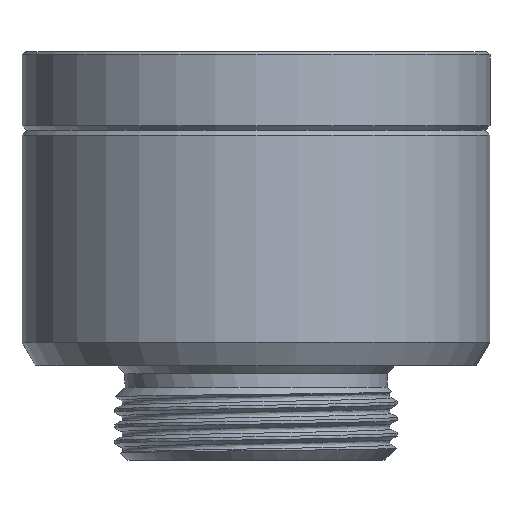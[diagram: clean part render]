
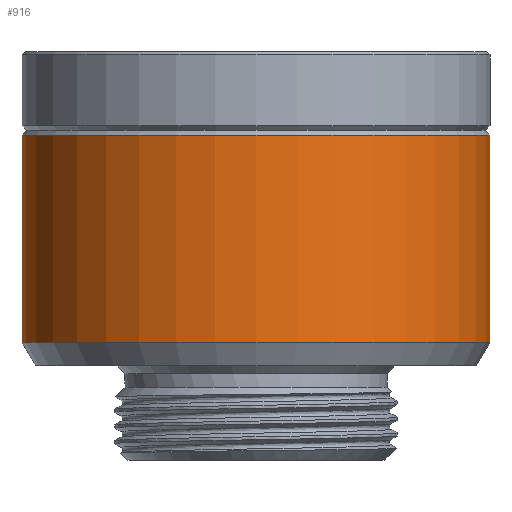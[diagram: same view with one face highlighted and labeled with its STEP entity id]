
A CAD part, front view. The second image highlights one B-rep face of the part: STEP entity #916.
In plain terms, the highlighted cylindrical face has radius 14.9 mm (diameter 29.8 mm), a full revolution.
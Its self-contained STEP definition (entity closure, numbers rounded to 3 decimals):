
#909 = EDGE_LOOP ( 'NONE', ( #913 ) ) ;
#913 = ORIENTED_EDGE ( 'NONE', *, *, #950, .T. ) ;
#915 = EDGE_CURVE ( 'NONE', #4724, #4724, #3301, .T. ) ;
#916 = ADVANCED_FACE ( 'NONE', ( #3368, #3369, #3171 ), #3306, .T. ) ;
#917 = EDGE_LOOP ( 'NONE', ( #951 ) ) ;
#925 = EDGE_CURVE ( 'NONE', #4721, #4721, #3385, .T. ) ;
#950 = EDGE_CURVE ( 'NONE', #4722, #4722, #3506, .T. ) ;
#951 = ORIENTED_EDGE ( 'NONE', *, *, #915, .F. ) ;
#953 = EDGE_LOOP ( 'NONE', ( #955 ) ) ;
#955 = ORIENTED_EDGE ( 'NONE', *, *, #925, .F. ) ;
#3170 = CARTESIAN_POINT ( 'NONE',  ( 0., 0., 15.822 ) ) ;
#3171 = FACE_BOUND ( 'NONE', #953, .T. ) ;
#3301 = CIRCLE ( 'NONE', #3366, 14.9 ) ;
#3302 = DIRECTION ( 'NONE',  ( 1., 0., 0. ) ) ;
#3306 = CYLINDRICAL_SURFACE ( 'NONE', #3340, 14.9 ) ;
#3340 = AXIS2_PLACEMENT_3D ( 'NONE', #3170, #3342, #3302 ) ;
#3342 = DIRECTION ( 'NONE',  ( 0., 0., 1. ) ) ;
#3344 = DIRECTION ( 'NONE',  ( 1., 0., 0. ) ) ;
#3345 = DIRECTION ( 'NONE',  ( 0., 0., 1. ) ) ;
#3365 = CARTESIAN_POINT ( 'NONE',  ( 0., 0., -2.3 ) ) ;
#3366 = AXIS2_PLACEMENT_3D ( 'NONE', #3365, #3345, #3344 ) ;
#3368 = FACE_OUTER_BOUND ( 'NONE', #909, .T. ) ;
#3369 = FACE_OUTER_BOUND ( 'NONE', #917, .T. ) ;
#3373 = CARTESIAN_POINT ( 'NONE',  ( 3.904, 14.381, -7.742 ) ) ;
#3374 = CARTESIAN_POINT ( 'NONE',  ( 3.575, 14.466, -7.251 ) ) ;
#3375 = CARTESIAN_POINT ( 'NONE',  ( 3.389, 14.511, -7.025 ) ) ;
#3376 = CARTESIAN_POINT ( 'NONE',  ( 2.977, 14.601, -6.613 ) ) ;
#3377 = CARTESIAN_POINT ( 'NONE',  ( 2.747, 14.647, -6.424 ) ) ;
#3378 = CARTESIAN_POINT ( 'NONE',  ( 2.259, 14.73, -6.097 ) ) ;
#3379 = CARTESIAN_POINT ( 'NONE',  ( 2.002, 14.767, -5.959 ) ) ;
#3380 = CARTESIAN_POINT ( 'NONE',  ( 1.457, 14.831, -5.732 ) ) ;
#3381 = CARTESIAN_POINT ( 'NONE',  ( 1.171, 14.857, -5.645 ) ) ;
#3382 = CARTESIAN_POINT ( 'NONE',  ( 0.593, 14.891, -5.53 ) ) ;
#3383 = CARTESIAN_POINT ( 'NONE',  ( 0.299, 14.9, -5.5 ) ) ;
#3384 = CARTESIAN_POINT ( 'NONE',  ( 0., 14.9, -5.5 ) ) ;
#3385 = B_SPLINE_CURVE_WITH_KNOTS ( 'NONE', 3,
 ( #3384, #3383, #3382, #3381, #3380, #3379, #3378, #3377, #3376, #3375, #3374, #3373, #3564, #3563, #3562, #3561, #3560, #3559, #3558, #3557, #3556, #3555, #3554, #3553, #3552, #3551, #3550, #3549, #3548, #3547, #3546, #3545, #3544, #3543, #3542, #3541, #3540, #3535, #3534, #3533, #3532, #3531, #3530, #3529, #3528, #3527, #3526, #3525, #3524, #3523, #3522, #3521, #3520, #3519, #3518, #3517, #3516, #3515, #3514, #3513, #3512, #3475, #3474, #3473, #3472, #3471, #3470, #3469 ),
 .UNSPECIFIED., .T., .F.,
 ( 4, 2, 2, 2, 2, 2, 2, 2, 2, 2, 2, 2, 2, 2, 2, 2, 2, 2, 2, 2, 2, 2, 2, 2, 2, 2, 2, 2, 2, 2, 2, 2, 2, 4 ),
 ( 0., 0.001, 0.002, 0.003, 0.004, 0.004, 0.005, 0.006, 0.007, 0.008, 0.009, 0.01, 0.011, 0.011, 0.012, 0.013, 0.014, 0.014, 0.015, 0.016, 0.017, 0.018, 0.019, 0.019, 0.02, 0.021, 0.022, 0.023, 0.024, 0.025, 0.026, 0.027, 0.027, 0.028 ),
 .UNSPECIFIED. ) ;
#3469 = CARTESIAN_POINT ( 'NONE',  ( 0., 14.9, -5.5 ) ) ;
#3470 = CARTESIAN_POINT ( 'NONE',  ( -0.299, 14.9, -5.5 ) ) ;
#3471 = CARTESIAN_POINT ( 'NONE',  ( -0.593, 14.891, -5.53 ) ) ;
#3472 = CARTESIAN_POINT ( 'NONE',  ( -1.172, 14.857, -5.645 ) ) ;
#3473 = CARTESIAN_POINT ( 'NONE',  ( -1.46, 14.831, -5.733 ) ) ;
#3474 = CARTESIAN_POINT ( 'NONE',  ( -2.003, 14.767, -5.959 ) ) ;
#3475 = CARTESIAN_POINT ( 'NONE',  ( -2.26, 14.73, -6.098 ) ) ;
#3478 = AXIS2_PLACEMENT_3D ( 'NONE', #3490, #3489, #3488 ) ;
#3488 = DIRECTION ( 'NONE',  ( 1., 0., 0. ) ) ;
#3489 = DIRECTION ( 'NONE',  ( 0., 0., 1. ) ) ;
#3490 = CARTESIAN_POINT ( 'NONE',  ( 0., 0., -15.5 ) ) ;
#3506 = CIRCLE ( 'NONE', #3478, 14.9 ) ;
#3512 = CARTESIAN_POINT ( 'NONE',  ( -2.748, 14.647, -6.424 ) ) ;
#3513 = CARTESIAN_POINT ( 'NONE',  ( -2.977, 14.601, -6.613 ) ) ;
#3514 = CARTESIAN_POINT ( 'NONE',  ( -3.39, 14.511, -7.026 ) ) ;
#3515 = CARTESIAN_POINT ( 'NONE',  ( -3.575, 14.466, -7.252 ) ) ;
#3516 = CARTESIAN_POINT ( 'NONE',  ( -3.905, 14.38, -7.743 ) ) ;
#3517 = CARTESIAN_POINT ( 'NONE',  ( -4.043, 14.342, -8.002 ) ) ;
#3518 = CARTESIAN_POINT ( 'NONE',  ( -4.268, 14.276, -8.544 ) ) ;
#3519 = CARTESIAN_POINT ( 'NONE',  ( -4.356, 14.249, -8.831 ) ) ;
#3520 = CARTESIAN_POINT ( 'NONE',  ( -4.471, 14.213, -9.411 ) ) ;
#3521 = CARTESIAN_POINT ( 'NONE',  ( -4.5, 14.204, -9.705 ) ) ;
#3522 = CARTESIAN_POINT ( 'NONE',  ( -4.5, 14.204, -10.298 ) ) ;
#3523 = CARTESIAN_POINT ( 'NONE',  ( -4.47, 14.214, -10.597 ) ) ;
#3524 = CARTESIAN_POINT ( 'NONE',  ( -4.354, 14.25, -11.174 ) ) ;
#3525 = CARTESIAN_POINT ( 'NONE',  ( -4.269, 14.276, -11.455 ) ) ;
#3526 = CARTESIAN_POINT ( 'NONE',  ( -4.04, 14.342, -12.003 ) ) ;
#3527 = CARTESIAN_POINT ( 'NONE',  ( -3.901, 14.381, -12.262 ) ) ;
#3528 = CARTESIAN_POINT ( 'NONE',  ( -3.576, 14.465, -12.747 ) ) ;
#3529 = CARTESIAN_POINT ( 'NONE',  ( -3.388, 14.511, -12.976 ) ) ;
#3530 = CARTESIAN_POINT ( 'NONE',  ( -2.973, 14.602, -13.391 ) ) ;
#3531 = CARTESIAN_POINT ( 'NONE',  ( -2.747, 14.647, -13.576 ) ) ;
#3532 = CARTESIAN_POINT ( 'NONE',  ( -2.26, 14.73, -13.902 ) ) ;
#3533 = CARTESIAN_POINT ( 'NONE',  ( -1.997, 14.768, -14.043 ) ) ;
#3534 = CARTESIAN_POINT ( 'NONE',  ( -1.454, 14.831, -14.269 ) ) ;
#3535 = CARTESIAN_POINT ( 'NONE',  ( -1.173, 14.857, -14.355 ) ) ;
#3540 = CARTESIAN_POINT ( 'NONE',  ( -0.589, 14.891, -14.471 ) ) ;
#3541 = CARTESIAN_POINT ( 'NONE',  ( -0.293, 14.9, -14.5 ) ) ;
#3542 = CARTESIAN_POINT ( 'NONE',  ( 0.149, 14.9, -14.5 ) ) ;
#3543 = CARTESIAN_POINT ( 'NONE',  ( 0.297, 14.898, -14.493 ) ) ;
#3544 = CARTESIAN_POINT ( 'NONE',  ( 0.592, 14.889, -14.463 ) ) ;
#3545 = CARTESIAN_POINT ( 'NONE',  ( 0.741, 14.882, -14.441 ) ) ;
#3546 = CARTESIAN_POINT ( 'NONE',  ( 1.176, 14.856, -14.354 ) ) ;
#3547 = CARTESIAN_POINT ( 'NONE',  ( 1.457, 14.831, -14.268 ) ) ;
#3548 = CARTESIAN_POINT ( 'NONE',  ( 1.999, 14.768, -14.042 ) ) ;
#3549 = CARTESIAN_POINT ( 'NONE',  ( 2.263, 14.729, -13.901 ) ) ;
#3550 = CARTESIAN_POINT ( 'NONE',  ( 2.749, 14.646, -13.575 ) ) ;
#3551 = CARTESIAN_POINT ( 'NONE',  ( 2.974, 14.602, -13.39 ) ) ;
#3552 = CARTESIAN_POINT ( 'NONE',  ( 3.39, 14.511, -12.974 ) ) ;
#3553 = CARTESIAN_POINT ( 'NONE',  ( 3.577, 14.465, -12.745 ) ) ;
#3554 = CARTESIAN_POINT ( 'NONE',  ( 3.902, 14.381, -12.26 ) ) ;
#3555 = CARTESIAN_POINT ( 'NONE',  ( 4.042, 14.342, -12. ) ) ;
#3556 = CARTESIAN_POINT ( 'NONE',  ( 4.269, 14.276, -11.453 ) ) ;
#3557 = CARTESIAN_POINT ( 'NONE',  ( 4.355, 14.249, -11.171 ) ) ;
#3558 = CARTESIAN_POINT ( 'NONE',  ( 4.471, 14.214, -10.593 ) ) ;
#3559 = CARTESIAN_POINT ( 'NONE',  ( 4.5, 14.204, -10.292 ) ) ;
#3560 = CARTESIAN_POINT ( 'NONE',  ( 4.5, 14.204, -9.702 ) ) ;
#3561 = CARTESIAN_POINT ( 'NONE',  ( 4.471, 14.214, -9.408 ) ) ;
#3562 = CARTESIAN_POINT ( 'NONE',  ( 4.354, 14.25, -8.827 ) ) ;
#3563 = CARTESIAN_POINT ( 'NONE',  ( 4.267, 14.276, -8.541 ) ) ;
#3564 = CARTESIAN_POINT ( 'NONE',  ( 4.042, 14.342, -8.001 ) ) ;
#4717 = CARTESIAN_POINT ( 'NONE',  ( 14.9, 0., -15.5 ) ) ;
#4720 = CARTESIAN_POINT ( 'NONE',  ( 0., 14.9, -5.5 ) ) ;
#4721 = VERTEX_POINT ( 'NONE', #4720 ) ;
#4722 = VERTEX_POINT ( 'NONE', #4717 ) ;
#4723 = CARTESIAN_POINT ( 'NONE',  ( 14.9, 0., -2.3 ) ) ;
#4724 = VERTEX_POINT ( 'NONE', #4723 ) ;
